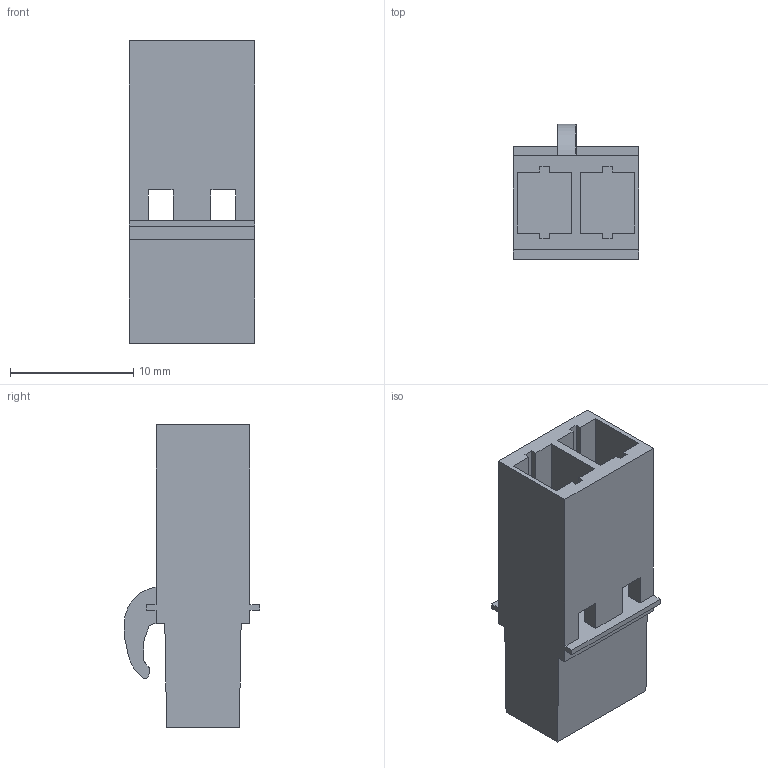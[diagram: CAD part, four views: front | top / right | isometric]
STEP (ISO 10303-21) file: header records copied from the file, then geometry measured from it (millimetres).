
FILE_DESCRIPTION(('CATIA V5 STEP Exchange','CAx-IF Rec.Pracs.--- Model Styling and Organization---1.4--- 2014-01-23'),'2;1');
FILE_NAME ('D1490158_0_1711960000_1711960000.stp','2021-06-18T06:53:59+00:00',('none'),('Weidmueller'),'CATIA Version 5-6 Release 2016 SP3 HF44','CATIA V5 STEP AP214','none');
FILE_SCHEMA(('AUTOMOTIVE_DESIGN { 1 0 10303 214 1 1 1 1 }'));
Length unit declared in the file: millimetre
Products named in the file (1): 1711960000
Bounding box: 10.16 x 11 x 24.55 mm (x, y, z)
Volume: 1058.3 mm3; surface area: 1713.5 mm2
Topology: 1 solids, 1 shells, 84 faces, 253 edges, 167 vertices
Faces by surface type: plane 67, cylinder 13, cone 4
Entity records: 2870 total; most frequent: CARTESIAN_POINT 569, ORIENTED_EDGE 506, DIRECTION 368, EDGE_CURVE 253, VECTOR 223, LINE 223, VERTEX_POINT 167, EDGE_LOOP 88
